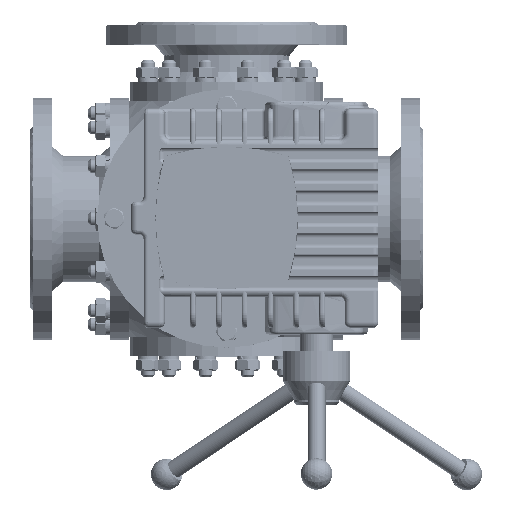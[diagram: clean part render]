
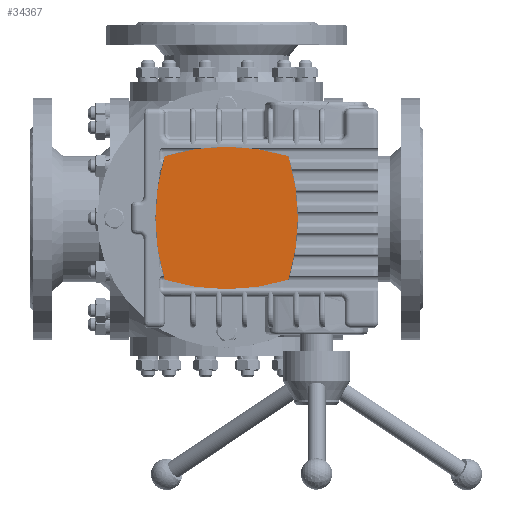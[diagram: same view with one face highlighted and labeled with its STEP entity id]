
A CAD part, top view. The second image highlights one B-rep face of the part: STEP entity #34367.
In plain terms, the highlighted face is planar.
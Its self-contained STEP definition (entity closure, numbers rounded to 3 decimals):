
#34190=CARTESIAN_POINT('',(80.,-12.,55.));
#34191=VERTEX_POINT('',#34190);
#34198=CARTESIAN_POINT('',(80.,-12.,-55.));
#34199=VERTEX_POINT('',#34198);
#34200=CARTESIAN_POINT('',(-97.36,-12.,0.0));
#34201=DIRECTION('',(0.0,-1.0,0.0));
#34202=DIRECTION('',(0.955,0.0,-0.296));
#34203=AXIS2_PLACEMENT_3D('',#34200,#34201,#34202);
#34204=CIRCLE('',#34203,185.692);
#34205=EDGE_CURVE('',#34199,#34191,#34204,.T.);
#34239=CARTESIAN_POINT('',(-30.,-12.,-55.0));
#34240=VERTEX_POINT('',#34239);
#34241=CARTESIAN_POINT('',(25.0,-12.,122.36));
#34242=DIRECTION('',(0.0,-1.0,0.0));
#34243=DIRECTION('',(-0.296,0.0,-0.955));
#34244=AXIS2_PLACEMENT_3D('',#34241,#34242,#34243);
#34245=CIRCLE('',#34244,185.692);
#34246=EDGE_CURVE('',#34240,#34199,#34245,.T.);
#34320=CARTESIAN_POINT('',(-30.,-12.,55.));
#34321=VERTEX_POINT('',#34320);
#34322=CARTESIAN_POINT('',(147.36,-12.,0.));
#34323=DIRECTION('',(0.0,-1.0,0.0));
#34324=DIRECTION('',(-0.955,0.0,0.296));
#34325=AXIS2_PLACEMENT_3D('',#34322,#34323,#34324);
#34326=CIRCLE('',#34325,185.692);
#34327=EDGE_CURVE('',#34321,#34240,#34326,.T.);
#34345=CARTESIAN_POINT('',(25.,-12.,-122.36));
#34346=DIRECTION('',(0.0,-1.0,0.0));
#34347=DIRECTION('',(0.296,0.0,0.955));
#34348=AXIS2_PLACEMENT_3D('',#34345,#34346,#34347);
#34349=CIRCLE('',#34348,185.692);
#34350=EDGE_CURVE('',#34191,#34321,#34349,.T.);
#34356=CARTESIAN_POINT('',(25.,-12.,0.));
#34357=DIRECTION('',(0.0,-1.0,0.0));
#34358=DIRECTION('',(0.0,0.0,-1.0));
#34359=AXIS2_PLACEMENT_3D('',#34356,#34357,#34358);
#34360=PLANE('',#34359);
#34361=ORIENTED_EDGE('',*,*,#34350,.T.);
#34362=ORIENTED_EDGE('',*,*,#34327,.T.);
#34363=ORIENTED_EDGE('',*,*,#34246,.T.);
#34364=ORIENTED_EDGE('',*,*,#34205,.T.);
#34365=EDGE_LOOP('',(#34361,#34362,#34363,#34364));
#34366=FACE_OUTER_BOUND('',#34365,.T.);
#34367=ADVANCED_FACE('',(#34366),#34360,.T.);
